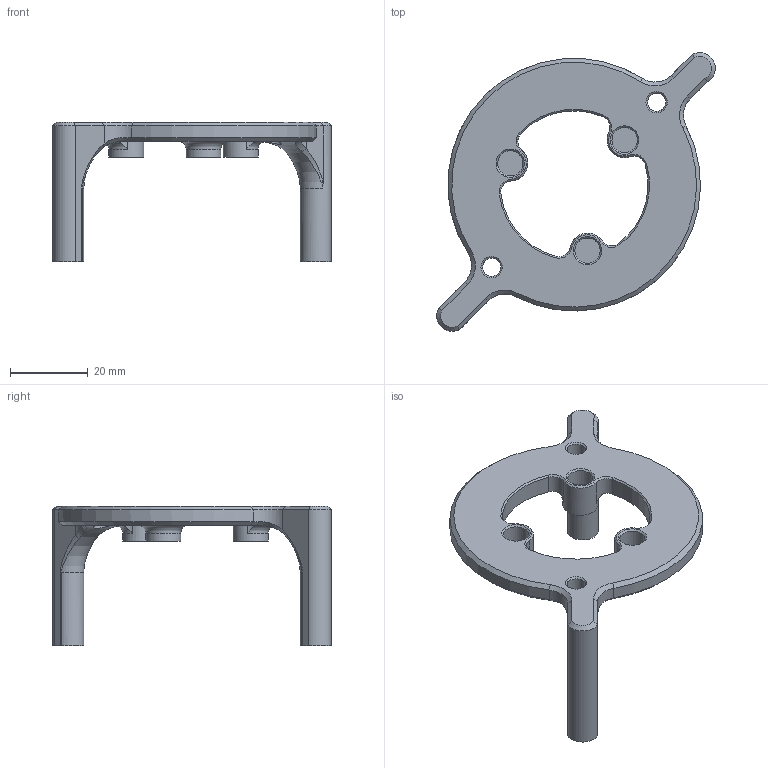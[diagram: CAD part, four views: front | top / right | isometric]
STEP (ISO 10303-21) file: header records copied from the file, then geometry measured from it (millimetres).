
FILE_DESCRIPTION(/* description */ (''),/* implementation_level */ '2;1');
FILE_NAME(/* name */ 'Mount Plate.step',/* time_stamp */ '2024-01-16T21:55:31+01:00',/* author */ (''),/* organization */ (''),/* preprocessor_version */ 'ST-DEVELOPER v20',/* originating_system */ 'Autodesk Translation Framework v12.14.0.127',/* authorisation */ '');
FILE_SCHEMA (('AUTOMOTIVE_DESIGN { 1 0 10303 214 3 1 1 }'));
Length unit declared in the file: millimetre
Products named in the file (1): Mount Plate
Bounding box: 71.64 x 71.64 x 36 mm (x, y, z)
Volume: 16124.7 mm3; surface area: 9421.2 mm2
Topology: 1 solids, 1 shells, 103 faces, 241 edges, 146 vertices
Faces by surface type: cone 31, cylinder 31, plane 26, bspline 10, torus 5
Full cylindrical faces by diameter (mm): 3.4 x3, 3.476 x2, 4.7 x2, 6.5 x3, 9 x3
Entity records: 4161 total; most frequent: CARTESIAN_POINT 1767, DIRECTION 503, ORIENTED_EDGE 482, EDGE_CURVE 241, AXIS2_PLACEMENT_3D 202, VERTEX_POINT 146, EDGE_LOOP 115, CIRCLE 108
